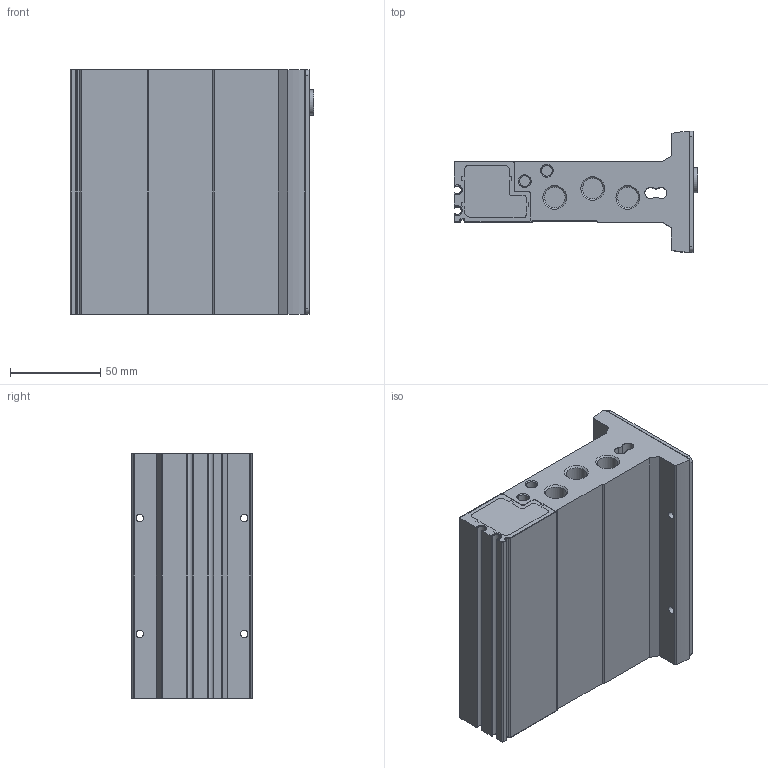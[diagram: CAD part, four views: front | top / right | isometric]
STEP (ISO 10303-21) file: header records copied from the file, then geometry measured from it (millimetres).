
FILE_DESCRIPTION(/* description */ ('STEP AP214'),/* implementation_level */ '2;1');
FILE_NAME(/* name */ '8058342_VABM-L1-14HWS1-G14-4-GR',/* time_stamp */ '2024-09-16T01:33:55+02:00',/* author */ ('License CC BY-ND 4.0'),/* organization */ ('CADENAS'),/* preprocessor_version */ 'ST-DEVELOPER v19.3',/* originating_system */ 'PARTsolutions',/* authorisation */ ' ');
FILE_SCHEMA (('AUTOMOTIVE_DESIGN {1 0 10303 214 3 1 1}'));
Length unit declared in the file: millimetre
Products named in the file (5): 8058342 VABM-L1-14HWS1-G14-4-GR; 8058342 VABM-L1-14HWS1-G14-4-GR---(L1-P); 4238728 VABD-L1-14VT-S1-4---(D); 3588830 VABM-L1-S---(VS); 3568 B-1/8
Assembly tree (4 placements, depth 2):
  8058342 VABM-L1-14HWS1-G14-4-GR
    8058342 VABM-L1-14HWS1-G14-4-GR---(L1-P)
    4238728 VABD-L1-14VT-S1-4---(D)
    3588830 VABM-L1-S---(VS)
    3568 B-1/8
Bounding box: 134.6 x 66.8 x 135.4 mm (x, y, z)
Volume: 491814 mm3; surface area: 111855.8 mm2
Topology: 4 solids, 4 shells, 580 faces, 1405 edges, 910 vertices
Faces by surface type: plane 264, cylinder 223, cone 74, torus 19
Full cylindrical faces by diameter (mm): 1.12 x1, 1.44 x1, 1.567 x8, 1.6 x8, 2.459 x4, 2.6 x3, 2.7 x8, 3 x1, 3.242 x1, 3.3 x1, 3.8 x4, 4 x8, 4.134 x5, 4.3 x4, 5.5 x4, 5.6 x2, 5.8 x20, 5.85 x1, 5.917 x4, 6.1 x2, 6.4 x1, 7 x1, 8 x9, 8.566 x10, 9.728 x1, 11.445 x7, 12.6 x1, 14 x2, 14.95 x1
Entity records: 16171 total; most frequent: DIRECTION 2821, CARTESIAN_POINT 2707, ORIENTED_EDGE 2296, EDGE_CURVE 1148, AXIS2_PLACEMENT_3D 1107, FACE_BOUND 946, EDGE_LOOP 933, VERTEX_POINT 882
